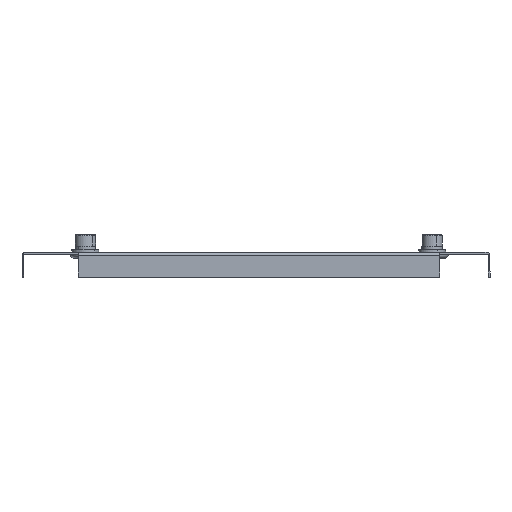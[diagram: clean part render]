
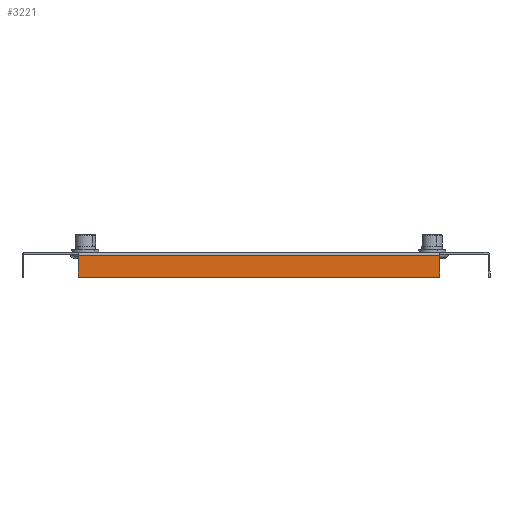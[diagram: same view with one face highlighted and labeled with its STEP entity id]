
A CAD part, left-side view. The second image highlights one B-rep face of the part: STEP entity #3221.
In plain terms, the highlighted planar face has unit normal (-1, 0, 0).
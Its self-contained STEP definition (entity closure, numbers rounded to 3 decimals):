
#523 = CARTESIAN_POINT ( 'NONE',  ( -304.5, 158.65, -1.5 ) ) ;
#564 = DIRECTION ( 'NONE',  ( 0., 1., 0. ) ) ;
#631 = AXIS2_PLACEMENT_3D ( 'NONE', #1742, #3807, #3070 ) ;
#731 = ORIENTED_EDGE ( 'NONE', *, *, #3926, .F. ) ;
#859 = CARTESIAN_POINT ( 'NONE',  ( -304.5, 0., -2.8 ) ) ;
#954 = CARTESIAN_POINT ( 'NONE',  ( -304.5, -161.85, -2.8 ) ) ;
#1134 = VECTOR ( 'NONE', #3654, 1000. ) ;
#1391 = LINE ( 'NONE', #3130, #2381 ) ;
#1537 = ORIENTED_EDGE ( 'NONE', *, *, #1786, .F. ) ;
#1579 = CARTESIAN_POINT ( 'NONE',  ( -304.5, -161.85, -22. ) ) ;
#1611 = VERTEX_POINT ( 'NONE', #3137 ) ;
#1643 = CARTESIAN_POINT ( 'NONE',  ( -304.5, 158.65, -22. ) ) ;
#1742 = CARTESIAN_POINT ( 'NONE',  ( -304.5, 0., 0. ) ) ;
#1786 = EDGE_CURVE ( 'NONE', #2580, #4167, #3085, .T. ) ;
#2106 = DIRECTION ( 'NONE',  ( 0., 1., 0. ) ) ;
#2222 = LINE ( 'NONE', #859, #3728 ) ;
#2291 = DIRECTION ( 'NONE',  ( 0., 0., -1. ) ) ;
#2381 = VECTOR ( 'NONE', #2106, 1000. ) ;
#2443 = FACE_OUTER_BOUND ( 'NONE', #2603, .T. ) ;
#2580 = VERTEX_POINT ( 'NONE', #954 ) ;
#2603 = EDGE_LOOP ( 'NONE', ( #1537, #3810, #3679, #731 ) ) ;
#2641 = VERTEX_POINT ( 'NONE', #1643 ) ;
#2674 = EDGE_CURVE ( 'NONE', #2641, #1611, #3371, .T. ) ;
#2745 = CARTESIAN_POINT ( 'NONE',  ( -304.5, -161.85, -22. ) ) ;
#3070 = DIRECTION ( 'NONE',  ( 0., 0., 1. ) ) ;
#3085 = LINE ( 'NONE', #2745, #4132 ) ;
#3130 = CARTESIAN_POINT ( 'NONE',  ( -304.5, 158.65, -22. ) ) ;
#3137 = CARTESIAN_POINT ( 'NONE',  ( -304.5, 158.65, -2.8 ) ) ;
#3221 = ADVANCED_FACE ( 'NONE', ( #2443 ), #4085, .T. ) ;
#3371 = LINE ( 'NONE', #523, #1134 ) ;
#3533 = EDGE_CURVE ( 'NONE', #2580, #1611, #2222, .T. ) ;
#3654 = DIRECTION ( 'NONE',  ( 0., 0., 1. ) ) ;
#3679 = ORIENTED_EDGE ( 'NONE', *, *, #2674, .F. ) ;
#3728 = VECTOR ( 'NONE', #564, 1000. ) ;
#3807 = DIRECTION ( 'NONE',  ( -1., 0., 0. ) ) ;
#3810 = ORIENTED_EDGE ( 'NONE', *, *, #3533, .T. ) ;
#3926 = EDGE_CURVE ( 'NONE', #4167, #2641, #1391, .T. ) ;
#4085 = PLANE ( 'NONE',  #631 ) ;
#4132 = VECTOR ( 'NONE', #2291, 1000. ) ;
#4167 = VERTEX_POINT ( 'NONE', #1579 ) ;
